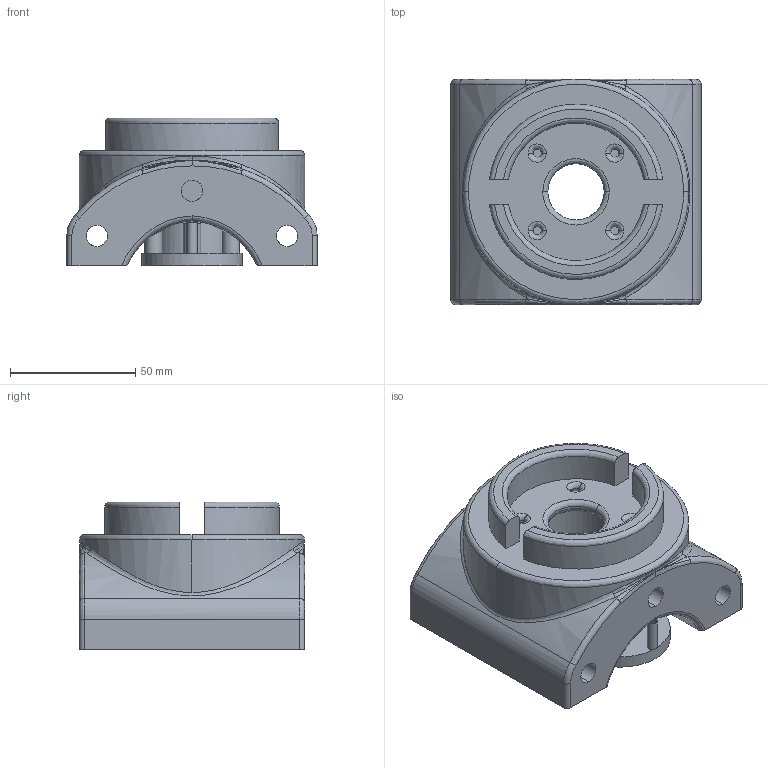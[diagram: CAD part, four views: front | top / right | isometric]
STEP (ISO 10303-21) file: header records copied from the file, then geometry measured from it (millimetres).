
FILE_DESCRIPTION(/* description */ (''),/* implementation_level */ '2;1');
FILE_NAME(/* name */ 'D1FDP7~N',/* time_stamp */ '2014-10-30T17:38:20+01:00',/* author */ (''),/* organization */ (''),/* preprocessor_version */ 'ST-DEVELOPER v15',/* originating_system */ '',/* authorisation */ '');
FILE_SCHEMA (('CONFIG_CONTROL_DESIGN'));
Length unit declared in the file: millimetre
Products named in the file (1): Document
Bounding box: 100 x 90 x 59.11 mm (x, y, z)
Volume: 16271.5 mm3; surface area: 68476.6 mm2
Topology: 1 solids, 4 shells, 216 faces, 522 edges, 338 vertices
Faces by surface type: bspline 148, plane 68
Entity records: 10045 total; most frequent: CARTESIAN_POINT 6766, ORIENTED_EDGE 1035, EDGE_CURVE 522, VERTEX_POINT 338, B_SPLINE_CURVE_WITH_KNOTS 293, EDGE_LOOP 265, ADVANCED_FACE 216, FACE_OUTER_BOUND 216
